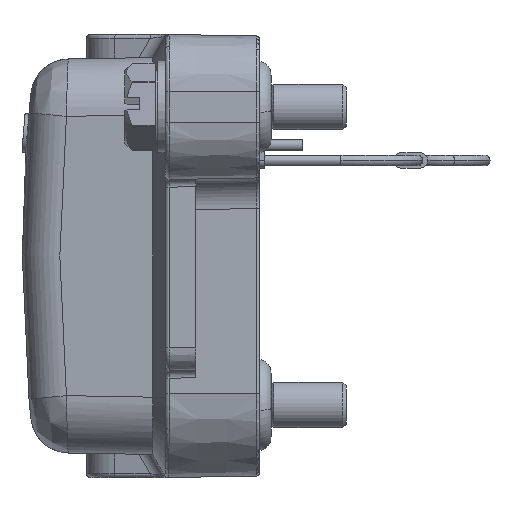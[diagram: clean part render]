
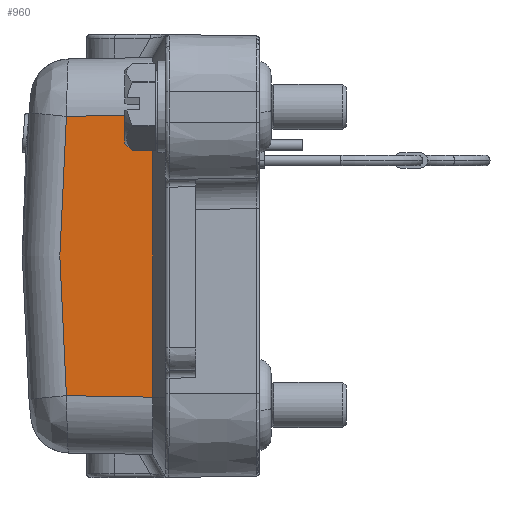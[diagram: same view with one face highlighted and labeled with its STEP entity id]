
A CAD part, left-side view. The second image highlights one B-rep face of the part: STEP entity #960.
In plain terms, the highlighted planar face has unit normal (-1, 0.018, 0).
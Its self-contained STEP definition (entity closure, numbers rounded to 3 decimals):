
#622=PLANE('',#7056);
#960=ADVANCED_FACE('NONE',(#1455),#622,.T.);
#1455=FACE_OUTER_BOUND('',#1869,.T.);
#1869=EDGE_LOOP('',(#3810,#3811,#3812,#3813));
#2304=B_SPLINE_CURVE_WITH_KNOTS('',3,(#13219,#13220,#13221,#13222),
 .UNSPECIFIED.,.F.,.F.,(4,4),(0.,1.),.UNSPECIFIED.);
#2305=B_SPLINE_CURVE_WITH_KNOTS('',3,(#13224,#13225,#13226,#13227),
 .UNSPECIFIED.,.F.,.F.,(4,4),(0.,1.),.UNSPECIFIED.);
#3810=ORIENTED_EDGE('',*,*,#5820,.F.);
#3811=ORIENTED_EDGE('',*,*,#5821,.F.);
#3812=ORIENTED_EDGE('',*,*,#5817,.T.);
#3813=ORIENTED_EDGE('',*,*,#5771,.T.);
#4883=VERTEX_POINT('',#12979);
#4885=VERTEX_POINT('',#13004);
#4909=VERTEX_POINT('',#13195);
#4911=VERTEX_POINT('',#13223);
#5771=EDGE_CURVE('NONE',#4883,#4885,#6236,.T.);
#5817=EDGE_CURVE('NONE',#4909,#4883,#6263,.T.);
#5820=EDGE_CURVE('NONE',#4911,#4885,#2304,.T.);
#5821=EDGE_CURVE('NONE',#4909,#4911,#2305,.T.);
#6236=LINE('',#13005,#6562);
#6263=LINE('',#13194,#6589);
#6562=VECTOR('',#8315,1.);
#6589=VECTOR('',#8384,1.);
#7056=AXIS2_PLACEMENT_3D('',#13228,#8388,#8389);
#8315=DIRECTION('',(0.,0.,1.));
#8384=DIRECTION('',(-0.017,-1.,-0.017));
#8388=DIRECTION('',(-1.,0.017,0.));
#8389=DIRECTION('',(-0.017,-1.,0.));
#12979=CARTESIAN_POINT('',(-44.472,13.933,-18.473));
#13004=CARTESIAN_POINT('',(-44.472,13.933,18.473));
#13005=CARTESIAN_POINT('',(-44.471,13.933,0.));
#13194=CARTESIAN_POINT('',(-44.274,25.229,-18.275));
#13195=CARTESIAN_POINT('',(-44.274,25.229,-18.275));
#13219=CARTESIAN_POINT('',(-44.274,25.229,18.275));
#13220=CARTESIAN_POINT('',(-44.34,21.464,18.341));
#13221=CARTESIAN_POINT('',(-44.406,17.698,18.407));
#13222=CARTESIAN_POINT('',(-44.471,13.933,18.473));
#13223=CARTESIAN_POINT('',(-44.274,25.229,18.275));
#13224=CARTESIAN_POINT('',(-44.274,25.229,-18.275));
#13225=CARTESIAN_POINT('',(-44.254,26.373,-6.128));
#13226=CARTESIAN_POINT('',(-44.254,26.373,6.128));
#13227=CARTESIAN_POINT('',(-44.274,25.229,18.275));
#13228=CARTESIAN_POINT('',(-44.5,12.3,-27.78));
